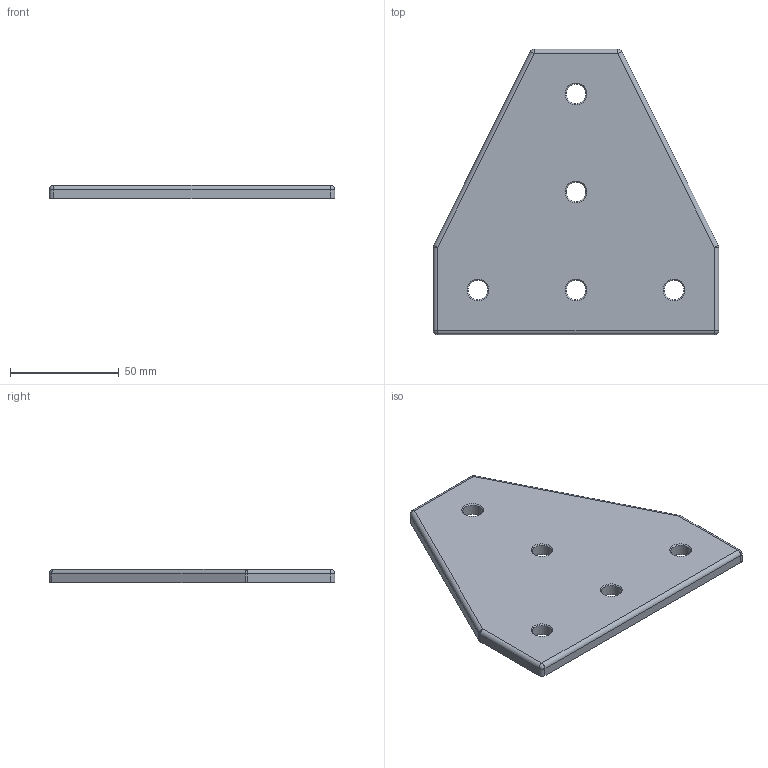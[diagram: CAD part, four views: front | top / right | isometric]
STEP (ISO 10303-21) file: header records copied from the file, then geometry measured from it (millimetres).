
FILE_DESCRIPTION( ( 'STEP AP214' ), '1' );
FILE_NAME( '093VT135135.stp', '2020-06-08T21:06:42', ( 'License CC BY-ND 4.0' ), ( 'CADENAS' ), ' ', 'PARTsolutions', ' ' );
FILE_SCHEMA( ( 'AUTOMOTIVE_DESIGN { 1 0 10303 214 1 1 1 1 }' ) );
Length unit declared in the file: millimetre
Products named in the file (1): _093VT135135
Bounding box: 131 x 131 x 6 mm (x, y, z)
Volume: 76235.3 mm3; surface area: 28648.4 mm2
Topology: 1 solids, 1 shells, 41 faces, 95 edges, 50 vertices
Faces by surface type: cylinder 17, cone 10, plane 8, sphere 6
Full cylindrical faces by diameter (mm): 9 x5
Entity records: 1392 total; most frequent: DIRECTION 202, CARTESIAN_POINT 166, ORIENTED_EDGE 148, AXIS2_PLACEMENT_3D 86, EDGE_CURVE 74, EDGE_LOOP 66, VERTEX_POINT 50, FACE_OUTER_BOUND 46
